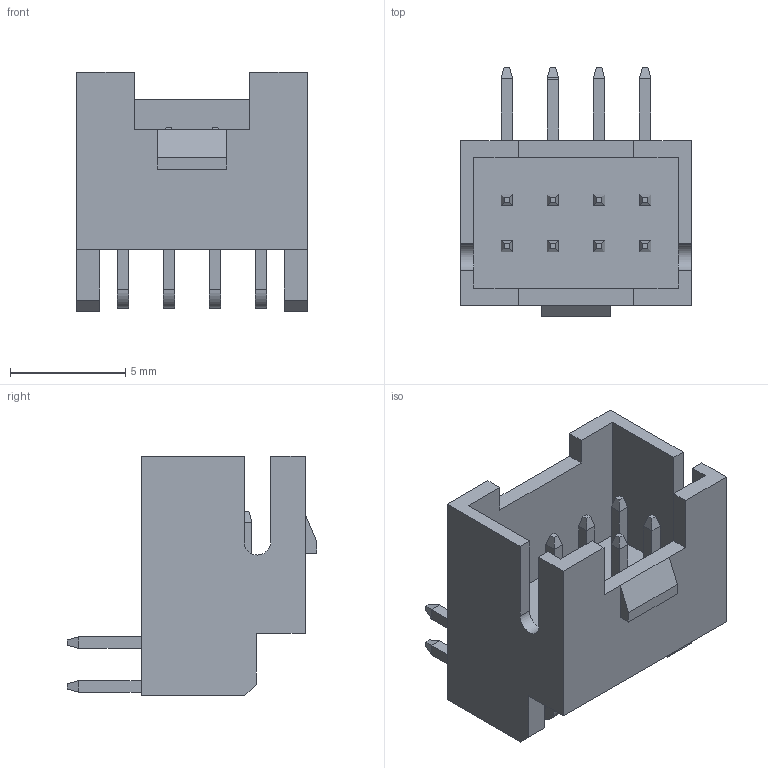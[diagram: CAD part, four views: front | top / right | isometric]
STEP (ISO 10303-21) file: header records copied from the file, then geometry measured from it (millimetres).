
FILE_DESCRIPTION((''),'2;1');
FILE_NAME('FWF20017-8P','2018-10-29T',('gongcheng6'),(''),'PRO/ENGINEER BY PARAMETRIC TECHNOLOGY CORPORATION, 2010280','PRO/ENGINEER BY PARAMETRIC TECHNOLOGY CORPORATION, 2010280','');
FILE_SCHEMA(('CONFIG_CONTROL_DESIGN'));
Length unit declared in the file: millimetre
Products named in the file (1): FWF20017-8P
Bounding box: 10 x 10.82 x 10.38 mm (x, y, z)
Volume: 277.2 mm3; surface area: 781.7 mm2
Topology: 1 solids, 1 shells, 208 faces, 506 edges, 316 vertices
Faces by surface type: plane 190, cylinder 18
Entity records: 5952 total; most frequent: CARTESIAN_POINT 1034, ORIENTED_EDGE 1012, DIRECTION 956, EDGE_CURVE 506, VECTOR 468, LINE 468, VERTEX_POINT 316, AXIS2_PLACEMENT_3D 244
